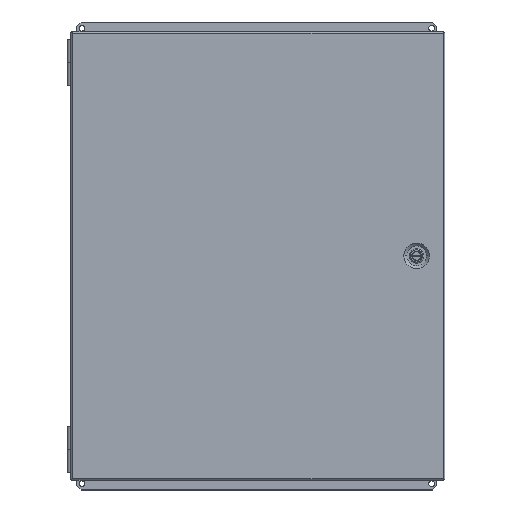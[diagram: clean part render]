
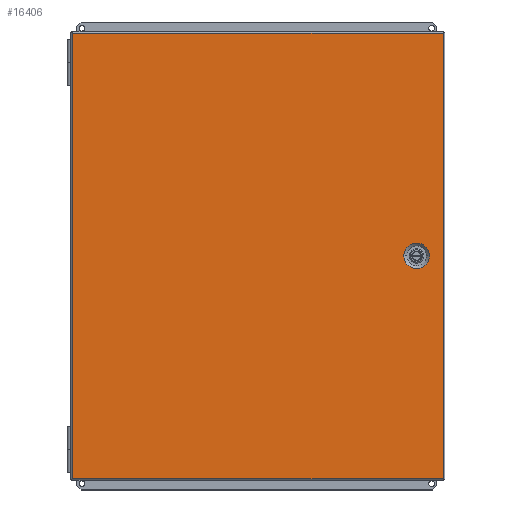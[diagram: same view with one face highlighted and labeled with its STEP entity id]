
A CAD part, top view. The second image highlights one B-rep face of the part: STEP entity #16406.
In plain terms, the highlighted planar face has unit normal (0, 0, 1).
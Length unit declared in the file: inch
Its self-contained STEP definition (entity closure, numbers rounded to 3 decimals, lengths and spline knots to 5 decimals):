
#322 = ORIENTED_EDGE ( 'NONE', *, *, #5332, .T. ) ;
#424 = VERTEX_POINT ( 'NONE', #21876 ) ;
#1689 = CARTESIAN_POINT ( 'NONE',  ( 10.1335, -12.1815, 3.621 ) ) ;
#1924 = FACE_OUTER_BOUND ( 'NONE', #11546, .T. ) ;
#2562 = CARTESIAN_POINT ( 'NONE',  ( 9.38139, 0., 3.621 ) ) ;
#2790 = CARTESIAN_POINT ( 'NONE',  ( 8.6865, 0., 3.621 ) ) ;
#3040 = EDGE_LOOP ( 'NONE', ( #16788, #5035 ) ) ;
#3770 = CARTESIAN_POINT ( 'NONE',  ( -10.0945, 12.0955, 3.621 ) ) ;
#4067 = ORIENTED_EDGE ( 'NONE', *, *, #13060, .T. ) ;
#4823 = DIRECTION ( 'NONE',  ( 1., 0., 0. ) ) ;
#4895 = ORIENTED_EDGE ( 'NONE', *, *, #12526, .T. ) ;
#4997 = LINE ( 'NONE', #21544, #17898 ) ;
#5035 = ORIENTED_EDGE ( 'NONE', *, *, #22351, .T. ) ;
#5332 = EDGE_CURVE ( 'NONE', #31147, #6455, #22265, .T. ) ;
#6455 = VERTEX_POINT ( 'NONE', #26609 ) ;
#6553 = CARTESIAN_POINT ( 'NONE',  ( -10.0085, 12.0955, 3.621 ) ) ;
#6737 = DIRECTION ( 'NONE',  ( 0., -1., 0. ) ) ;
#6904 = VERTEX_POINT ( 'NONE', #2562 ) ;
#7160 = AXIS2_PLACEMENT_3D ( 'NONE', #23655, #25984, #11359 ) ;
#7256 = AXIS2_PLACEMENT_3D ( 'NONE', #9589, #19334, #4823 ) ;
#9589 = CARTESIAN_POINT ( 'NONE',  ( 8.6865, 0., 3.621 ) ) ;
#11093 = VERTEX_POINT ( 'NONE', #6553 ) ;
#11359 = DIRECTION ( 'NONE',  ( 1., 0., 0. ) ) ;
#11546 = EDGE_LOOP ( 'NONE', ( #4067, #4895, #26279, #322 ) ) ;
#12241 = EDGE_CURVE ( 'NONE', #6904, #27919, #29698, .T. ) ;
#12526 = EDGE_CURVE ( 'NONE', #11093, #424, #4997, .T. ) ;
#12652 = DIRECTION ( 'NONE',  ( 0., 0., -1. ) ) ;
#12921 = CARTESIAN_POINT ( 'NONE',  ( -10.0945, -12.0955, 3.621 ) ) ;
#13060 = EDGE_CURVE ( 'NONE', #6455, #11093, #27630, .T. ) ;
#14470 = LINE ( 'NONE', #12921, #20158 ) ;
#15035 = CARTESIAN_POINT ( 'NONE',  ( 7.99161, 0., 3.621 ) ) ;
#16406 = ADVANCED_FACE ( 'NONE', ( #30346, #1924 ), #21134, .T. ) ;
#16788 = ORIENTED_EDGE ( 'NONE', *, *, #12241, .T. ) ;
#17531 = DIRECTION ( 'NONE',  ( 1., 0., 0. ) ) ;
#17898 = VECTOR ( 'NONE', #6737, 39.37008 ) ;
#18439 = DIRECTION ( 'NONE',  ( -1., 0., 0. ) ) ;
#18639 = DIRECTION ( 'NONE',  ( 0., 1., 0. ) ) ;
#19334 = DIRECTION ( 'NONE',  ( 0., 0., -1. ) ) ;
#20036 = AXIS2_PLACEMENT_3D ( 'NONE', #2790, #12652, #17531 ) ;
#20158 = VECTOR ( 'NONE', #20355, 39.37008 ) ;
#20355 = DIRECTION ( 'NONE',  ( 1., 0., 0. ) ) ;
#20751 = VECTOR ( 'NONE', #18639, 39.37008 ) ;
#20872 = VECTOR ( 'NONE', #18439, 39.37008 ) ;
#21134 = PLANE ( 'NONE',  #7160 ) ;
#21544 = CARTESIAN_POINT ( 'NONE',  ( -10.0085, -12.1815, 3.621 ) ) ;
#21876 = CARTESIAN_POINT ( 'NONE',  ( -10.0085, -12.0955, 3.621 ) ) ;
#22265 = LINE ( 'NONE', #1689, #20751 ) ;
#22351 = EDGE_CURVE ( 'NONE', #27919, #6904, #23803, .T. ) ;
#23655 = CARTESIAN_POINT ( 'NONE',  ( -10.0945, -12.1815, 3.621 ) ) ;
#23803 = CIRCLE ( 'NONE', #7256, 0.69489 ) ;
#24722 = CARTESIAN_POINT ( 'NONE',  ( 10.1335, -12.0955, 3.621 ) ) ;
#25984 = DIRECTION ( 'NONE',  ( 0., 0., 1. ) ) ;
#26279 = ORIENTED_EDGE ( 'NONE', *, *, #27400, .T. ) ;
#26609 = CARTESIAN_POINT ( 'NONE',  ( 10.1335, 12.0955, 3.621 ) ) ;
#27400 = EDGE_CURVE ( 'NONE', #424, #31147, #14470, .T. ) ;
#27630 = LINE ( 'NONE', #3770, #20872 ) ;
#27919 = VERTEX_POINT ( 'NONE', #15035 ) ;
#29698 = CIRCLE ( 'NONE', #20036, 0.69489 ) ;
#30346 = FACE_BOUND ( 'NONE', #3040, .T. ) ;
#31147 = VERTEX_POINT ( 'NONE', #24722 ) ;
